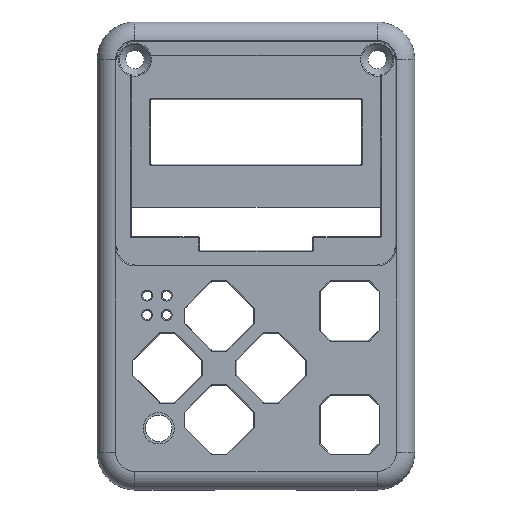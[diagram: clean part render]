
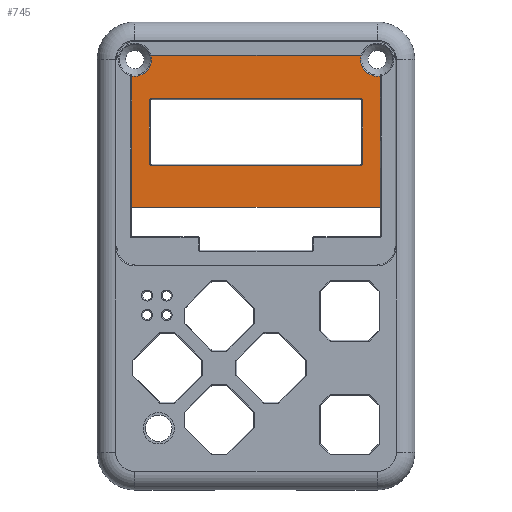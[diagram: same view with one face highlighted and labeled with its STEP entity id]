
A CAD part, top view. The second image highlights one B-rep face of the part: STEP entity #745.
In plain terms, the highlighted planar face has unit normal (0, 0, 1).
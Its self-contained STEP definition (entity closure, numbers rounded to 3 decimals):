
#745=ADVANCED_FACE('',(#2776,#2777),#1160,.F.);
#1160=PLANE('',#7616);
#1380=CIRCLE('',#7610,1.8);
#1381=CIRCLE('',#7611,1.8);
#1382=CIRCLE('',#7612,0.2);
#1383=CIRCLE('',#7613,0.2);
#1384=CIRCLE('',#7614,0.2);
#1385=CIRCLE('',#7615,0.2);
#1703=LINE('',#11025,#2293);
#1704=LINE('',#11030,#2294);
#1705=LINE('',#11034,#2295);
#1706=LINE('',#11036,#2296);
#1707=LINE('',#11040,#2297);
#1708=LINE('',#11044,#2298);
#1709=LINE('',#11048,#2299);
#1710=LINE('',#11052,#2300);
#2293=VECTOR('',#8504,1.);
#2294=VECTOR('',#8507,1.);
#2295=VECTOR('',#8510,1.);
#2296=VECTOR('',#8511,1.);
#2297=VECTOR('',#8514,1.);
#2298=VECTOR('',#8517,1.);
#2299=VECTOR('',#8520,1.);
#2300=VECTOR('',#8523,1.);
#2776=FACE_BOUND('',#2923,.T.);
#2777=FACE_BOUND('',#2924,.T.);
#2923=EDGE_LOOP('',(#3772,#3773,#3774,#3775,#3776,#3777));
#2924=EDGE_LOOP('',(#3778,#3779,#3780,#3781,#3782,#3783,#3784,#3785));
#3772=ORIENTED_EDGE('',*,*,#6512,.T.);
#3773=ORIENTED_EDGE('',*,*,#6513,.T.);
#3774=ORIENTED_EDGE('',*,*,#6514,.T.);
#3775=ORIENTED_EDGE('',*,*,#6515,.T.);
#3776=ORIENTED_EDGE('',*,*,#6516,.T.);
#3777=ORIENTED_EDGE('',*,*,#6517,.F.);
#3778=ORIENTED_EDGE('',*,*,#6518,.F.);
#3779=ORIENTED_EDGE('',*,*,#6519,.T.);
#3780=ORIENTED_EDGE('',*,*,#6520,.F.);
#3781=ORIENTED_EDGE('',*,*,#6521,.T.);
#3782=ORIENTED_EDGE('',*,*,#6522,.F.);
#3783=ORIENTED_EDGE('',*,*,#6523,.T.);
#3784=ORIENTED_EDGE('',*,*,#6524,.F.);
#3785=ORIENTED_EDGE('',*,*,#6525,.T.);
#5796=VERTEX_POINT('',#11026);
#5797=VERTEX_POINT('',#11027);
#5798=VERTEX_POINT('',#11029);
#5799=VERTEX_POINT('',#11031);
#5800=VERTEX_POINT('',#11033);
#5801=VERTEX_POINT('',#11035);
#5802=VERTEX_POINT('',#11038);
#5803=VERTEX_POINT('',#11039);
#5804=VERTEX_POINT('',#11041);
#5805=VERTEX_POINT('',#11043);
#5806=VERTEX_POINT('',#11045);
#5807=VERTEX_POINT('',#11047);
#5808=VERTEX_POINT('',#11049);
#5809=VERTEX_POINT('',#11051);
#6512=EDGE_CURVE('',#5796,#5797,#1703,.T.);
#6513=EDGE_CURVE('',#5797,#5798,#1380,.T.);
#6514=EDGE_CURVE('',#5798,#5799,#1704,.T.);
#6515=EDGE_CURVE('',#5799,#5800,#1381,.T.);
#6516=EDGE_CURVE('',#5800,#5801,#1705,.T.);
#6517=EDGE_CURVE('',#5796,#5801,#1706,.T.);
#6518=EDGE_CURVE('',#5802,#5803,#1382,.T.);
#6519=EDGE_CURVE('',#5802,#5804,#1707,.T.);
#6520=EDGE_CURVE('',#5805,#5804,#1383,.T.);
#6521=EDGE_CURVE('',#5805,#5806,#1708,.T.);
#6522=EDGE_CURVE('',#5807,#5806,#1384,.T.);
#6523=EDGE_CURVE('',#5807,#5808,#1709,.T.);
#6524=EDGE_CURVE('',#5809,#5808,#1385,.T.);
#6525=EDGE_CURVE('',#5809,#5803,#1710,.T.);
#7610=AXIS2_PLACEMENT_3D('',#11028,#8505,#8506);
#7611=AXIS2_PLACEMENT_3D('',#11032,#8508,#8509);
#7612=AXIS2_PLACEMENT_3D('',#11037,#8512,#8513);
#7613=AXIS2_PLACEMENT_3D('',#11042,#8515,#8516);
#7614=AXIS2_PLACEMENT_3D('',#11046,#8518,#8519);
#7615=AXIS2_PLACEMENT_3D('',#11050,#8521,#8522);
#7616=AXIS2_PLACEMENT_3D('',#11053,#8524,#8525);
#8504=DIRECTION('',(0.,1.,0.));
#8505=DIRECTION('',(0.,0.,-1.));
#8506=DIRECTION('',(-1.,0.,0.));
#8507=DIRECTION('',(-1.,0.,0.));
#8508=DIRECTION('',(0.,0.,-1.));
#8509=DIRECTION('',(-1.,0.,0.));
#8510=DIRECTION('',(0.,-1.,0.));
#8511=DIRECTION('',(-1.,0.,0.));
#8512=DIRECTION('',(0.,0.,1.));
#8513=DIRECTION('',(-1.,0.,0.));
#8514=DIRECTION('',(0.,-1.,0.));
#8515=DIRECTION('',(0.,0.,1.));
#8516=DIRECTION('',(-1.,0.,0.));
#8517=DIRECTION('',(-1.,0.,0.));
#8518=DIRECTION('',(0.,0.,1.));
#8519=DIRECTION('',(-1.,0.,0.));
#8520=DIRECTION('',(0.,1.,0.));
#8521=DIRECTION('',(0.,0.,1.));
#8522=DIRECTION('',(-1.,0.,0.));
#8523=DIRECTION('',(1.,0.,0.));
#8524=DIRECTION('',(0.,0.,-1.));
#8525=DIRECTION('',(-1.,0.,0.));
#11025=CARTESIAN_POINT('',(28.7,-2.,3.2));
#11026=CARTESIAN_POINT('',(28.7,28.685,3.2));
#11027=CARTESIAN_POINT('',(28.7,42.981,3.2));
#11028=CARTESIAN_POINT('',(28.342,44.745,3.2));
#11029=CARTESIAN_POINT('',(26.587,45.145,3.2));
#11030=CARTESIAN_POINT('',(15.15,45.145,3.2));
#11031=CARTESIAN_POINT('',(3.713,45.145,3.2));
#11032=CARTESIAN_POINT('',(1.958,44.745,3.2));
#11033=CARTESIAN_POINT('',(1.6,42.981,3.2));
#11034=CARTESIAN_POINT('',(1.6,-2.,3.2));
#11035=CARTESIAN_POINT('',(1.6,28.685,3.2));
#11036=CARTESIAN_POINT('',(1.958,28.685,3.2));
#11037=CARTESIAN_POINT('',(26.55,40.265,3.2));
#11038=CARTESIAN_POINT('',(26.75,40.265,3.2));
#11039=CARTESIAN_POINT('',(26.55,40.465,3.2));
#11040=CARTESIAN_POINT('',(26.75,-2.,3.2));
#11041=CARTESIAN_POINT('',(26.75,33.465,3.2));
#11042=CARTESIAN_POINT('',(26.55,33.465,3.2));
#11043=CARTESIAN_POINT('',(26.55,33.265,3.2));
#11044=CARTESIAN_POINT('',(15.15,33.265,3.2));
#11045=CARTESIAN_POINT('',(3.75,33.265,3.2));
#11046=CARTESIAN_POINT('',(3.75,33.465,3.2));
#11047=CARTESIAN_POINT('',(3.55,33.465,3.2));
#11048=CARTESIAN_POINT('',(3.55,-2.,3.2));
#11049=CARTESIAN_POINT('',(3.55,40.265,3.2));
#11050=CARTESIAN_POINT('',(3.75,40.265,3.2));
#11051=CARTESIAN_POINT('',(3.75,40.465,3.2));
#11052=CARTESIAN_POINT('',(15.15,40.465,3.2));
#11053=CARTESIAN_POINT('',(15.15,-2.,3.2));
